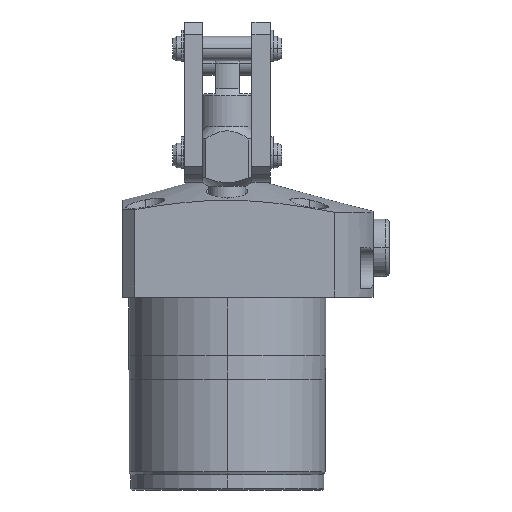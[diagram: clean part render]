
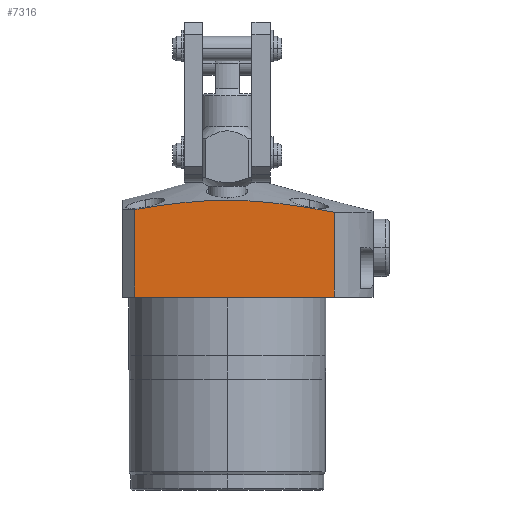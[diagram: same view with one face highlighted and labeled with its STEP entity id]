
A CAD part, left-side view. The second image highlights one B-rep face of the part: STEP entity #7316.
In plain terms, the highlighted planar face has unit normal (-1, 0, 0).
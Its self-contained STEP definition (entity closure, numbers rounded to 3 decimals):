
#125 = FACE_OUTER_BOUND ( 'NONE', #6222, .T. ) ;
#145 = AXIS2_PLACEMENT_3D ( 'NONE', #1538, #1539, #1540 ) ;
#447 = VECTOR ( 'NONE', #2217, 1000. ) ;
#655 = VECTOR ( 'NONE', #7198, 1000. ) ;
#676 = VECTOR ( 'NONE', #2242, 1000. ) ;
#1537 = PLANE ( 'NONE',  #145 ) ;
#1538 = CARTESIAN_POINT ( 'NONE',  ( -25.5, -35.5, -47. ) ) ;
#1539 = DIRECTION ( 'NONE',  ( 1., 0., 0. ) ) ;
#1540 = DIRECTION ( 'NONE',  ( 0., 1., 0. ) ) ;
#1895 = CARTESIAN_POINT ( 'NONE',  ( -25.5, 22.5, 21.299 ) ) ;
#1896 = CARTESIAN_POINT ( 'NONE',  ( -25.5, 0., 23.579 ) ) ;
#1903 = CARTESIAN_POINT ( 'NONE',  ( -25.5, -26.115, 0. ) ) ;
#1904 = CARTESIAN_POINT ( 'NONE',  ( -25.5, 22.5, 0. ) ) ;
#1909 = CARTESIAN_POINT ( 'NONE',  ( -25.5, -26.115, 20.631 ) ) ;
#2146 = CARTESIAN_POINT ( 'NONE',  ( -25.5, 0., 23.579 ) ) ;
#2147 = CARTESIAN_POINT ( 'NONE',  ( -25.5, 1.873, 23.579 ) ) ;
#2148 = CARTESIAN_POINT ( 'NONE',  ( -25.5, 3.749, 23.523 ) ) ;
#2149 = CARTESIAN_POINT ( 'NONE',  ( -25.5, 7.509, 23.306 ) ) ;
#2150 = CARTESIAN_POINT ( 'NONE',  ( -25.5, 9.393, 23.145 ) ) ;
#2151 = CARTESIAN_POINT ( 'NONE',  ( -25.5, 15.048, 22.532 ) ) ;
#2152 = CARTESIAN_POINT ( 'NONE',  ( -25.5, 18.783, 21.958 ) ) ;
#2153 = CARTESIAN_POINT ( 'NONE',  ( -25.5, 22.5, 21.299 ) ) ;
#2215 = LINE ( 'NONE', #2216, #447 ) ;
#2216 = CARTESIAN_POINT ( 'NONE',  ( -25.5, -35.5, 0. ) ) ;
#2217 = DIRECTION ( 'NONE',  ( 0., -1., 0. ) ) ;
#2240 = LINE ( 'NONE', #2241, #676 ) ;
#2241 = CARTESIAN_POINT ( 'NONE',  ( -25.5, -26.115, 100. ) ) ;
#2242 = DIRECTION ( 'NONE',  ( 0., 0., 1. ) ) ;
#2939 = VERTEX_POINT ( 'NONE', #1895 ) ;
#2940 = VERTEX_POINT ( 'NONE', #1896 ) ;
#2947 = VERTEX_POINT ( 'NONE', #1903 ) ;
#2948 = VERTEX_POINT ( 'NONE', #1904 ) ;
#2953 = VERTEX_POINT ( 'NONE', #1909 ) ;
#5361 = EDGE_CURVE ( 'NONE', #2940, #2939, #7784, .T. ) ;
#5377 = EDGE_CURVE ( 'NONE', #2948, #2947, #2215, .T. ) ;
#5383 = EDGE_CURVE ( 'NONE', #2947, #2953, #2240, .T. ) ;
#5393 = EDGE_CURVE ( 'NONE', #2953, #2940, #7790, .T. ) ;
#5408 = EDGE_CURVE ( 'NONE', #2939, #2948, #7195, .T. ) ;
#5954 = ORIENTED_EDGE ( 'NONE', *, *, #5383, .T. ) ;
#5955 = ORIENTED_EDGE ( 'NONE', *, *, #5377, .T. ) ;
#5957 = ORIENTED_EDGE ( 'NONE', *, *, #5408, .T. ) ;
#5958 = ORIENTED_EDGE ( 'NONE', *, *, #5361, .T. ) ;
#5959 = ORIENTED_EDGE ( 'NONE', *, *, #5393, .T. ) ;
#6222 = EDGE_LOOP ( 'NONE', ( #5959, #5958, #5957, #5955, #5954 ) ) ;
#6984 = CARTESIAN_POINT ( 'NONE',  ( -25.5, -26.115, 20.631 ) ) ;
#6986 = CARTESIAN_POINT ( 'NONE',  ( -25.5, -21.785, 21.462 ) ) ;
#6988 = CARTESIAN_POINT ( 'NONE',  ( -25.5, -17.449, 22.197 ) ) ;
#6990 = CARTESIAN_POINT ( 'NONE',  ( -25.5, -10.924, 22.996 ) ) ;
#6991 = CARTESIAN_POINT ( 'NONE',  ( -25.5, -8.746, 23.21 ) ) ;
#6993 = CARTESIAN_POINT ( 'NONE',  ( -25.5, -4.38, 23.502 ) ) ;
#6995 = CARTESIAN_POINT ( 'NONE',  ( -25.5, -2.193, 23.579 ) ) ;
#6997 = CARTESIAN_POINT ( 'NONE',  ( -25.5, 0., 23.579 ) ) ;
#7195 = LINE ( 'NONE', #7196, #655 ) ;
#7196 = CARTESIAN_POINT ( 'NONE',  ( -25.5, 22.5, -47. ) ) ;
#7198 = DIRECTION ( 'NONE',  ( 0., 0., -1. ) ) ;
#7316 = ADVANCED_FACE ( 'NONE', ( #125 ), #1537, .F. ) ;
#7784 = B_SPLINE_CURVE_WITH_KNOTS ( 'NONE', 3,
 ( #2146, #2147, #2148, #2149, #2150, #2151, #2152, #2153 ),
 .UNSPECIFIED., .F., .F.,
 ( 4, 2, 2, 4 ),
 ( 0.065, 0.071, 0.077, 0.088 ),
 .UNSPECIFIED. ) ;
#7790 = B_SPLINE_CURVE_WITH_KNOTS ( 'NONE', 3,
 ( #6984, #6986, #6988, #6990, #6991, #6993, #6995, #6997 ),
 .UNSPECIFIED., .F., .F.,
 ( 4, 2, 2, 4 ),
 ( 0.039, 0.052, 0.059, 0.065 ),
 .UNSPECIFIED. ) ;
